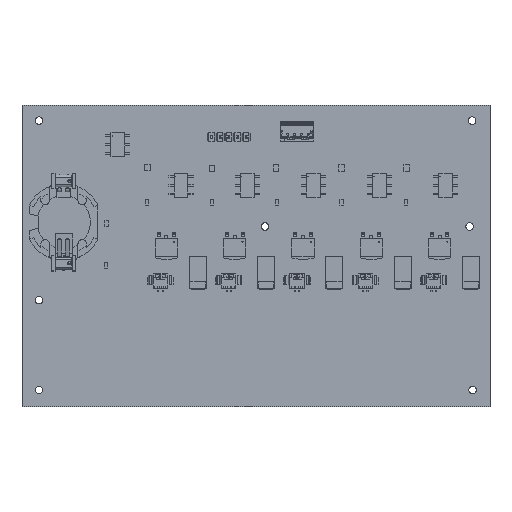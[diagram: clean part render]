
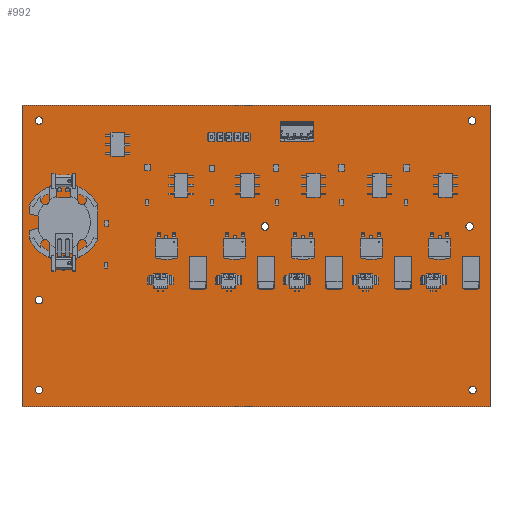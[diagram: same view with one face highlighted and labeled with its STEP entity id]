
A CAD part, top view. The second image highlights one B-rep face of the part: STEP entity #992.
In plain terms, the highlighted planar face has unit normal (0, 0, 1).
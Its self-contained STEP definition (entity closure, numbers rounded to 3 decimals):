
#179 = VERTEX_POINT('',#180);
#180 = CARTESIAN_POINT('',(29.337,38.862,0.));
#186 = EDGE_CURVE('',#179,#187,#189,.T.);
#187 = VERTEX_POINT('',#188);
#188 = CARTESIAN_POINT('',(166.37,38.862,0.));
#189 = LINE('',#190,#191);
#190 = CARTESIAN_POINT('',(29.337,38.862,0.));
#191 = VECTOR('',#192,1.);
#192 = DIRECTION('',(1.,0.,0.));
#217 = EDGE_CURVE('',#187,#218,#220,.T.);
#218 = VERTEX_POINT('',#219);
#219 = CARTESIAN_POINT('',(166.37,127.,0.));
#220 = LINE('',#221,#222);
#221 = CARTESIAN_POINT('',(166.37,38.862,0.));
#222 = VECTOR('',#223,1.);
#223 = DIRECTION('',(0.,1.,0.));
#248 = EDGE_CURVE('',#218,#249,#251,.T.);
#249 = VERTEX_POINT('',#250);
#250 = CARTESIAN_POINT('',(29.337,127.,0.));
#251 = LINE('',#252,#253);
#252 = CARTESIAN_POINT('',(166.37,127.,0.));
#253 = VECTOR('',#254,1.);
#254 = DIRECTION('',(-1.,0.,0.));
#279 = EDGE_CURVE('',#249,#179,#280,.T.);
#280 = LINE('',#281,#282);
#281 = CARTESIAN_POINT('',(29.337,127.,0.));
#282 = VECTOR('',#283,1.);
#283 = DIRECTION('',(0.,-1.,0.));
#303 = VERTEX_POINT('',#304);
#304 = CARTESIAN_POINT('',(35.39,43.688,0.));
#310 = EDGE_CURVE('',#303,#303,#311,.T.);
#311 = CIRCLE('',#312,1.1);
#312 = AXIS2_PLACEMENT_3D('',#313,#314,#315);
#313 = CARTESIAN_POINT('',(34.29,43.688,0.));
#314 = DIRECTION('',(0.,0.,1.));
#315 = DIRECTION('',(1.,0.,0.));
#336 = VERTEX_POINT('',#337);
#337 = CARTESIAN_POINT('',(35.39,69.977,0.));
#343 = EDGE_CURVE('',#336,#336,#344,.T.);
#344 = CIRCLE('',#345,1.1);
#345 = AXIS2_PLACEMENT_3D('',#346,#347,#348);
#346 = CARTESIAN_POINT('',(34.29,69.977,0.));
#347 = DIRECTION('',(0.,0.,1.));
#348 = DIRECTION('',(1.,0.,0.));
#369 = VERTEX_POINT('',#370);
#370 = CARTESIAN_POINT('',(42.029,79.26,0.));
#376 = EDGE_CURVE('',#369,#369,#377,.T.);
#377 = CIRCLE('',#378,0.5);
#378 = AXIS2_PLACEMENT_3D('',#379,#380,#381);
#379 = CARTESIAN_POINT('',(41.529,79.26,0.));
#380 = DIRECTION('',(0.,0.,1.));
#381 = DIRECTION('',(1.,0.,0.));
#402 = VERTEX_POINT('',#403);
#403 = CARTESIAN_POINT('',(40.759,106.16,0.));
#409 = EDGE_CURVE('',#402,#402,#410,.T.);
#410 = CIRCLE('',#411,0.5);
#411 = AXIS2_PLACEMENT_3D('',#412,#413,#414);
#412 = CARTESIAN_POINT('',(40.259,106.16,0.));
#413 = DIRECTION('',(0.,0.,1.));
#414 = DIRECTION('',(1.,0.,0.));
#435 = VERTEX_POINT('',#436);
#436 = CARTESIAN_POINT('',(43.299,106.16,0.));
#442 = EDGE_CURVE('',#435,#435,#443,.T.);
#443 = CIRCLE('',#444,0.5);
#444 = AXIS2_PLACEMENT_3D('',#445,#446,#447);
#445 = CARTESIAN_POINT('',(42.799,106.16,0.));
#446 = DIRECTION('',(0.,0.,1.));
#447 = DIRECTION('',(1.,0.,0.));
#468 = VERTEX_POINT('',#469);
#469 = CARTESIAN_POINT('',(35.39,122.555,0.));
#475 = EDGE_CURVE('',#468,#468,#476,.T.);
#476 = CIRCLE('',#477,1.1);
#477 = AXIS2_PLACEMENT_3D('',#478,#479,#480);
#478 = CARTESIAN_POINT('',(34.29,122.555,0.));
#479 = DIRECTION('',(0.,0.,1.));
#480 = DIRECTION('',(1.,0.,0.));
#501 = VERTEX_POINT('',#502);
#502 = CARTESIAN_POINT('',(90.361,117.729,0.));
#508 = EDGE_CURVE('',#501,#501,#509,.T.);
#509 = CIRCLE('',#510,0.445);
#510 = AXIS2_PLACEMENT_3D('',#511,#512,#513);
#511 = CARTESIAN_POINT('',(89.916,117.729,0.));
#512 = DIRECTION('',(0.,0.,1.));
#513 = DIRECTION('',(1.,0.,0.));
#534 = VERTEX_POINT('',#535);
#535 = CARTESIAN_POINT('',(85.281,117.729,0.));
#541 = EDGE_CURVE('',#534,#534,#542,.T.);
#542 = CIRCLE('',#543,0.445);
#543 = AXIS2_PLACEMENT_3D('',#544,#545,#546);
#544 = CARTESIAN_POINT('',(84.836,117.729,0.));
#545 = DIRECTION('',(0.,0.,1.));
#546 = DIRECTION('',(1.,0.,0.));
#567 = VERTEX_POINT('',#568);
#568 = CARTESIAN_POINT('',(87.821,117.729,0.));
#574 = EDGE_CURVE('',#567,#567,#575,.T.);
#575 = CIRCLE('',#576,0.445);
#576 = AXIS2_PLACEMENT_3D('',#577,#578,#579);
#577 = CARTESIAN_POINT('',(87.376,117.729,0.));
#578 = DIRECTION('',(0.,0.,1.));
#579 = DIRECTION('',(1.,0.,0.));
#600 = VERTEX_POINT('',#601);
#601 = CARTESIAN_POINT('',(95.441,117.729,0.));
#607 = EDGE_CURVE('',#600,#600,#608,.T.);
#608 = CIRCLE('',#609,0.445);
#609 = AXIS2_PLACEMENT_3D('',#610,#611,#612);
#610 = CARTESIAN_POINT('',(94.996,117.729,0.));
#611 = DIRECTION('',(0.,0.,1.));
#612 = DIRECTION('',(1.,0.,0.));
#633 = VERTEX_POINT('',#634);
#634 = CARTESIAN_POINT('',(92.901,117.729,0.));
#640 = EDGE_CURVE('',#633,#633,#641,.T.);
#641 = CIRCLE('',#642,0.445);
#642 = AXIS2_PLACEMENT_3D('',#643,#644,#645);
#643 = CARTESIAN_POINT('',(92.456,117.729,0.));
#644 = DIRECTION('',(0.,0.,1.));
#645 = DIRECTION('',(1.,0.,0.));
#666 = VERTEX_POINT('',#667);
#667 = CARTESIAN_POINT('',(162.39,43.688,0.));
#673 = EDGE_CURVE('',#666,#666,#674,.T.);
#674 = CIRCLE('',#675,1.1);
#675 = AXIS2_PLACEMENT_3D('',#676,#677,#678);
#676 = CARTESIAN_POINT('',(161.29,43.688,0.));
#677 = DIRECTION('',(0.,0.,1.));
#678 = DIRECTION('',(1.,0.,0.));
#699 = VERTEX_POINT('',#700);
#700 = CARTESIAN_POINT('',(101.557,91.567,0.));
#706 = EDGE_CURVE('',#699,#699,#707,.T.);
#707 = CIRCLE('',#708,1.1);
#708 = AXIS2_PLACEMENT_3D('',#709,#710,#711);
#709 = CARTESIAN_POINT('',(100.457,91.567,0.));
#710 = DIRECTION('',(0.,0.,1.));
#711 = DIRECTION('',(1.,0.,0.));
#732 = VERTEX_POINT('',#733);
#733 = CARTESIAN_POINT('',(161.501,91.567,0.));
#739 = EDGE_CURVE('',#732,#732,#740,.T.);
#740 = CIRCLE('',#741,1.1);
#741 = AXIS2_PLACEMENT_3D('',#742,#743,#744);
#742 = CARTESIAN_POINT('',(160.401,91.567,0.));
#743 = DIRECTION('',(0.,0.,1.));
#744 = DIRECTION('',(1.,0.,0.));
#765 = VERTEX_POINT('',#766);
#766 = CARTESIAN_POINT('',(109.017,118.745,0.));
#772 = EDGE_CURVE('',#765,#765,#773,.T.);
#773 = CIRCLE('',#774,0.432);
#774 = AXIS2_PLACEMENT_3D('',#775,#776,#777);
#775 = CARTESIAN_POINT('',(108.585,118.745,0.));
#776 = DIRECTION('',(0.,0.,1.));
#777 = DIRECTION('',(1.,0.,0.));
#798 = VERTEX_POINT('',#799);
#799 = CARTESIAN_POINT('',(107.017,118.745,0.));
#805 = EDGE_CURVE('',#798,#798,#806,.T.);
#806 = CIRCLE('',#807,0.432);
#807 = AXIS2_PLACEMENT_3D('',#808,#809,#810);
#808 = CARTESIAN_POINT('',(106.585,118.745,0.));
#809 = DIRECTION('',(0.,0.,1.));
#810 = DIRECTION('',(1.,0.,0.));
#831 = VERTEX_POINT('',#832);
#832 = CARTESIAN_POINT('',(111.017,118.745,0.));
#838 = EDGE_CURVE('',#831,#831,#839,.T.);
#839 = CIRCLE('',#840,0.432);
#840 = AXIS2_PLACEMENT_3D('',#841,#842,#843);
#841 = CARTESIAN_POINT('',(110.585,118.745,0.));
#842 = DIRECTION('',(0.,0.,1.));
#843 = DIRECTION('',(1.,0.,0.));
#864 = VERTEX_POINT('',#865);
#865 = CARTESIAN_POINT('',(113.017,118.745,0.));
#871 = EDGE_CURVE('',#864,#864,#872,.T.);
#872 = CIRCLE('',#873,0.432);
#873 = AXIS2_PLACEMENT_3D('',#874,#875,#876);
#874 = CARTESIAN_POINT('',(112.585,118.745,0.));
#875 = DIRECTION('',(0.,0.,1.));
#876 = DIRECTION('',(1.,0.,0.));
#897 = VERTEX_POINT('',#898);
#898 = CARTESIAN_POINT('',(162.263,122.555,0.));
#904 = EDGE_CURVE('',#897,#897,#905,.T.);
#905 = CIRCLE('',#906,1.1);
#906 = AXIS2_PLACEMENT_3D('',#907,#908,#909);
#907 = CARTESIAN_POINT('',(161.163,122.555,0.));
#908 = DIRECTION('',(0.,0.,1.));
#909 = DIRECTION('',(1.,0.,0.));
#992 = ADVANCED_FACE('',(#993,#999,#1002,#1005,#1008,#1011,#1014,#1017,
    #1020,#1023,#1026,#1029,#1032,#1035,#1038,#1041,#1044,#1047,#1050,
    #1053),#1056,.F.);
#993 = FACE_BOUND('',#994,.T.);
#994 = EDGE_LOOP('',(#995,#996,#997,#998));
#995 = ORIENTED_EDGE('',*,*,#186,.T.);
#996 = ORIENTED_EDGE('',*,*,#217,.T.);
#997 = ORIENTED_EDGE('',*,*,#248,.T.);
#998 = ORIENTED_EDGE('',*,*,#279,.T.);
#999 = FACE_BOUND('',#1000,.F.);
#1000 = EDGE_LOOP('',(#1001));
#1001 = ORIENTED_EDGE('',*,*,#310,.T.);
#1002 = FACE_BOUND('',#1003,.F.);
#1003 = EDGE_LOOP('',(#1004));
#1004 = ORIENTED_EDGE('',*,*,#343,.T.);
#1005 = FACE_BOUND('',#1006,.F.);
#1006 = EDGE_LOOP('',(#1007));
#1007 = ORIENTED_EDGE('',*,*,#376,.T.);
#1008 = FACE_BOUND('',#1009,.F.);
#1009 = EDGE_LOOP('',(#1010));
#1010 = ORIENTED_EDGE('',*,*,#409,.T.);
#1011 = FACE_BOUND('',#1012,.F.);
#1012 = EDGE_LOOP('',(#1013));
#1013 = ORIENTED_EDGE('',*,*,#442,.T.);
#1014 = FACE_BOUND('',#1015,.F.);
#1015 = EDGE_LOOP('',(#1016));
#1016 = ORIENTED_EDGE('',*,*,#475,.T.);
#1017 = FACE_BOUND('',#1018,.F.);
#1018 = EDGE_LOOP('',(#1019));
#1019 = ORIENTED_EDGE('',*,*,#508,.T.);
#1020 = FACE_BOUND('',#1021,.F.);
#1021 = EDGE_LOOP('',(#1022));
#1022 = ORIENTED_EDGE('',*,*,#541,.T.);
#1023 = FACE_BOUND('',#1024,.F.);
#1024 = EDGE_LOOP('',(#1025));
#1025 = ORIENTED_EDGE('',*,*,#574,.T.);
#1026 = FACE_BOUND('',#1027,.F.);
#1027 = EDGE_LOOP('',(#1028));
#1028 = ORIENTED_EDGE('',*,*,#607,.T.);
#1029 = FACE_BOUND('',#1030,.F.);
#1030 = EDGE_LOOP('',(#1031));
#1031 = ORIENTED_EDGE('',*,*,#640,.T.);
#1032 = FACE_BOUND('',#1033,.F.);
#1033 = EDGE_LOOP('',(#1034));
#1034 = ORIENTED_EDGE('',*,*,#673,.T.);
#1035 = FACE_BOUND('',#1036,.F.);
#1036 = EDGE_LOOP('',(#1037));
#1037 = ORIENTED_EDGE('',*,*,#706,.T.);
#1038 = FACE_BOUND('',#1039,.F.);
#1039 = EDGE_LOOP('',(#1040));
#1040 = ORIENTED_EDGE('',*,*,#739,.T.);
#1041 = FACE_BOUND('',#1042,.F.);
#1042 = EDGE_LOOP('',(#1043));
#1043 = ORIENTED_EDGE('',*,*,#772,.T.);
#1044 = FACE_BOUND('',#1045,.F.);
#1045 = EDGE_LOOP('',(#1046));
#1046 = ORIENTED_EDGE('',*,*,#805,.T.);
#1047 = FACE_BOUND('',#1048,.F.);
#1048 = EDGE_LOOP('',(#1049));
#1049 = ORIENTED_EDGE('',*,*,#838,.T.);
#1050 = FACE_BOUND('',#1051,.F.);
#1051 = EDGE_LOOP('',(#1052));
#1052 = ORIENTED_EDGE('',*,*,#871,.T.);
#1053 = FACE_BOUND('',#1054,.F.);
#1054 = EDGE_LOOP('',(#1055));
#1055 = ORIENTED_EDGE('',*,*,#904,.T.);
#1056 = PLANE('',#1057);
#1057 = AXIS2_PLACEMENT_3D('',#1058,#1059,#1060);
#1058 = CARTESIAN_POINT('',(29.337,38.862,0.));
#1059 = DIRECTION('',(0.,0.,-1.));
#1060 = DIRECTION('',(-1.,0.,0.));
